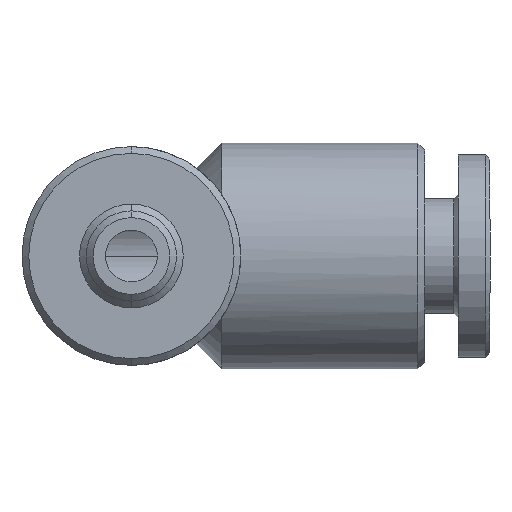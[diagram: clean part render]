
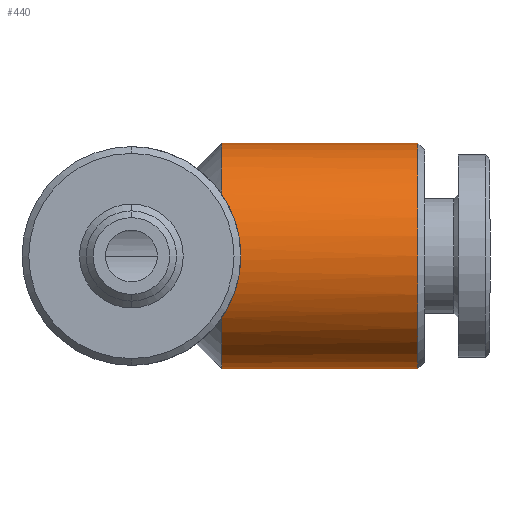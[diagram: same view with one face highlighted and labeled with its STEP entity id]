
A CAD part, front view. The second image highlights one B-rep face of the part: STEP entity #440.
In plain terms, the highlighted cylindrical face has radius 5 mm (diameter 10 mm), a partial arc.
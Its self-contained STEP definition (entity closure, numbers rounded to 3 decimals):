
#9 = B_SPLINE_CURVE_WITH_KNOTS ( 'NONE', 3,
 ( #260, #258, #257, #176, #159, #44, #322, #67, #325, #58, #146, #129, #59, #74, #138, #19, #324, #63 ),
 .UNSPECIFIED., .F., .F.,
 ( 4, 2, 2, 2, 2, 2, 2, 2, 4 ),
 ( 0.023, 0.024, 0.025, 0.025, 0.026, 0.027, 0.028, 0.028, 0.029 ),
 .UNSPECIFIED. ) ;
#19 = CARTESIAN_POINT ( 'NONE',  ( 4.244, -4.414, -2.36 ) ) ;
#44 = CARTESIAN_POINT ( 'NONE',  ( 4.692, -4.847, 1.251 ) ) ;
#58 = CARTESIAN_POINT ( 'NONE',  ( 4.85, -5., -0.254 ) ) ;
#59 = CARTESIAN_POINT ( 'NONE',  ( 4.693, -4.847, -1.25 ) ) ;
#63 = CARTESIAN_POINT ( 'NONE',  ( 4., -4.181, -2.743 ) ) ;
#65 = DIRECTION ( 'NONE',  ( 0., 0., 1. ) ) ;
#67 = CARTESIAN_POINT ( 'NONE',  ( 4.829, -4.98, 0.513 ) ) ;
#74 = CARTESIAN_POINT ( 'NONE',  ( 4.543, -4.703, -1.716 ) ) ;
#114 = DIRECTION ( 'NONE',  ( -1., 0., 0. ) ) ;
#116 = CARTESIAN_POINT ( 'NONE',  ( -3.45, 0., 0. ) ) ;
#129 = CARTESIAN_POINT ( 'NONE',  ( 4.752, -4.905, -1.004 ) ) ;
#138 = CARTESIAN_POINT ( 'NONE',  ( 4.452, -4.615, -1.938 ) ) ;
#146 = CARTESIAN_POINT ( 'NONE',  ( 4.83, -4.981, -0.507 ) ) ;
#159 = CARTESIAN_POINT ( 'NONE',  ( 4.542, -4.702, 1.718 ) ) ;
#176 = CARTESIAN_POINT ( 'NONE',  ( 4.452, -4.615, 1.939 ) ) ;
#257 = CARTESIAN_POINT ( 'NONE',  ( 4.244, -4.415, 2.358 ) ) ;
#258 = CARTESIAN_POINT ( 'NONE',  ( 4.126, -4.302, 2.558 ) ) ;
#260 = CARTESIAN_POINT ( 'NONE',  ( 4., -4.181, 2.743 ) ) ;
#322 = CARTESIAN_POINT ( 'NONE',  ( 4.751, -4.904, 1.007 ) ) ;
#324 = CARTESIAN_POINT ( 'NONE',  ( 4.126, -4.301, -2.559 ) ) ;
#325 = CARTESIAN_POINT ( 'NONE',  ( 4.85, -5., 0.261 ) ) ;
#433 = EDGE_CURVE ( 'NONE', #1686, #1884, #9, .T. ) ;
#440 = ADVANCED_FACE ( 'NONE', ( #1827 ), #1849, .T. ) ;
#449 = EDGE_CURVE ( 'NONE', #855, #1884, #616, .T. ) ;
#490 = EDGE_CURVE ( 'NONE', #1169, #855, #1704, .T. ) ;
#491 = EDGE_CURVE ( 'NONE', #1879, #851, #1713, .T. ) ;
#547 = AXIS2_PLACEMENT_3D ( 'NONE', #116, #114, #65 ) ;
#572 = CIRCLE ( 'NONE', #630, 5. ) ;
#599 = VECTOR ( 'NONE', #1680, 1000. ) ;
#610 = CIRCLE ( 'NONE', #654, 5. ) ;
#616 = CIRCLE ( 'NONE', #644, 5. ) ;
#630 = AXIS2_PLACEMENT_3D ( 'NONE', #758, #753, #776 ) ;
#644 = AXIS2_PLACEMENT_3D ( 'NONE', #1566, #1568, #1569 ) ;
#654 = AXIS2_PLACEMENT_3D ( 'NONE', #760, #761, #759 ) ;
#671 = VECTOR ( 'NONE', #1678, 1000. ) ;
#704 = CARTESIAN_POINT ( 'NONE',  ( 4., -4.181, -2.743 ) ) ;
#726 = CARTESIAN_POINT ( 'NONE',  ( 12.7, 0., 5. ) ) ;
#753 = DIRECTION ( 'NONE',  ( -1., 0., 0. ) ) ;
#758 = CARTESIAN_POINT ( 'NONE',  ( 4., 0., 0. ) ) ;
#759 = DIRECTION ( 'NONE',  ( 0., 0., 1. ) ) ;
#760 = CARTESIAN_POINT ( 'NONE',  ( 12.7, 0., 0. ) ) ;
#761 = DIRECTION ( 'NONE',  ( -1., 0., 0. ) ) ;
#776 = DIRECTION ( 'NONE',  ( 0., 0., 1. ) ) ;
#851 = VERTEX_POINT ( 'NONE', #2026 ) ;
#855 = VERTEX_POINT ( 'NONE', #2041 ) ;
#1062 = EDGE_LOOP ( 'NONE', ( #1079, #1119, #1080, #1118, #1081, #1076 ) ) ;
#1076 = ORIENTED_EDGE ( 'NONE', *, *, #449, .F. ) ;
#1079 = ORIENTED_EDGE ( 'NONE', *, *, #490, .F. ) ;
#1080 = ORIENTED_EDGE ( 'NONE', *, *, #491, .T. ) ;
#1081 = ORIENTED_EDGE ( 'NONE', *, *, #433, .T. ) ;
#1118 = ORIENTED_EDGE ( 'NONE', *, *, #1906, .F. ) ;
#1119 = ORIENTED_EDGE ( 'NONE', *, *, #1905, .T. ) ;
#1169 = VERTEX_POINT ( 'NONE', #1976 ) ;
#1566 = CARTESIAN_POINT ( 'NONE',  ( 4., 0., 0. ) ) ;
#1568 = DIRECTION ( 'NONE',  ( -1., 0., 0. ) ) ;
#1569 = DIRECTION ( 'NONE',  ( 0., 0., 1. ) ) ;
#1677 = CARTESIAN_POINT ( 'NONE',  ( -3.45, 0., -5. ) ) ;
#1678 = DIRECTION ( 'NONE',  ( -1., 0., 0. ) ) ;
#1679 = CARTESIAN_POINT ( 'NONE',  ( -3.45, 0., 5. ) ) ;
#1680 = DIRECTION ( 'NONE',  ( -1., 0., 0. ) ) ;
#1686 = VERTEX_POINT ( 'NONE', #1951 ) ;
#1704 = LINE ( 'NONE', #1677, #671 ) ;
#1713 = LINE ( 'NONE', #1679, #599 ) ;
#1827 = FACE_OUTER_BOUND ( 'NONE', #1062, .T. ) ;
#1849 = CYLINDRICAL_SURFACE ( 'NONE', #547, 5. ) ;
#1879 = VERTEX_POINT ( 'NONE', #726 ) ;
#1884 = VERTEX_POINT ( 'NONE', #704 ) ;
#1905 = EDGE_CURVE ( 'NONE', #1169, #1879, #610, .T. ) ;
#1906 = EDGE_CURVE ( 'NONE', #1686, #851, #572, .T. ) ;
#1951 = CARTESIAN_POINT ( 'NONE',  ( 4., -4.181, 2.743 ) ) ;
#1976 = CARTESIAN_POINT ( 'NONE',  ( 12.7, 0., -5. ) ) ;
#2026 = CARTESIAN_POINT ( 'NONE',  ( 4., 0., 5. ) ) ;
#2041 = CARTESIAN_POINT ( 'NONE',  ( 4., 0., -5. ) ) ;
